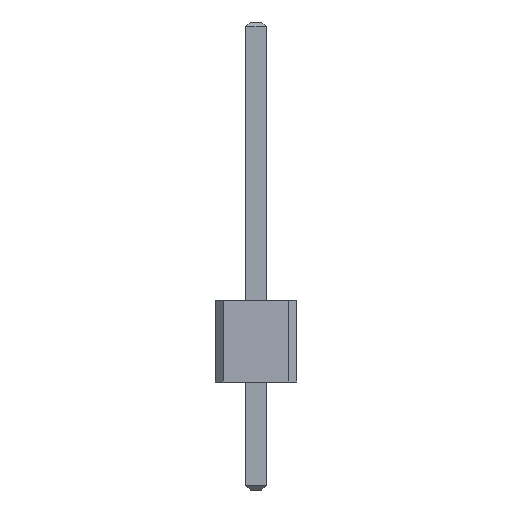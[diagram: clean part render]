
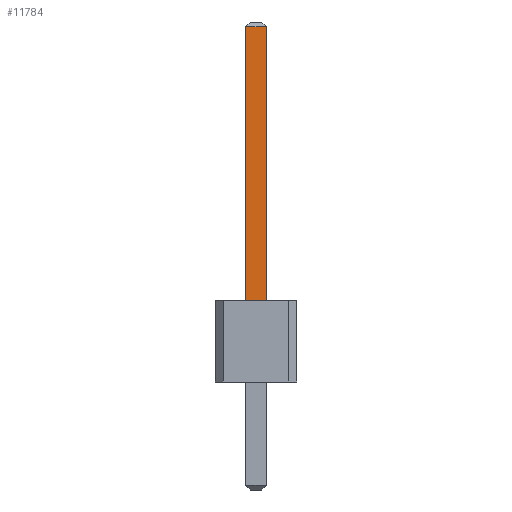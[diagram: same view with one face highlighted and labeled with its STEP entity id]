
A CAD part, front view. The second image highlights one B-rep face of the part: STEP entity #11784.
In plain terms, the highlighted face is planar.
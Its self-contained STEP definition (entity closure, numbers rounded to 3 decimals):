
#111 = PLANE('',#112);
#112 = AXIS2_PLACEMENT_3D('',#113,#114,#115);
#113 = CARTESIAN_POINT('',(12.7,0.,2.5));
#114 = DIRECTION('',(0.,0.,1.));
#115 = DIRECTION('',(1.,0.,0.));
#5630 = EDGE_CURVE('',#5631,#5633,#5635,.T.);
#5631 = VERTEX_POINT('',#5632);
#5632 = CARTESIAN_POINT('',(25.72,0.32,2.5));
#5633 = VERTEX_POINT('',#5634);
#5634 = CARTESIAN_POINT('',(25.72,-0.32,2.5));
#5635 = SURFACE_CURVE('',#5636,(#5640,#5646),.PCURVE_S1.);
#5636 = LINE('',#5637,#5638);
#5637 = CARTESIAN_POINT('',(25.72,-0.16,2.5));
#5638 = VECTOR('',#5639,1.);
#5639 = DIRECTION('',(-0.,-1.,0.));
#5640 = PCURVE('',#111,#5641);
#5641 = DEFINITIONAL_REPRESENTATION('',(#5642),#5645);
#5642 = B_SPLINE_CURVE_WITH_KNOTS('',1,(#5643,#5644),.UNSPECIFIED.,.F.,
  .F.,(2,2),(-0.544,0.224),.PIECEWISE_BEZIER_KNOTS.);
#5643 = CARTESIAN_POINT('',(13.02,0.384));
#5644 = CARTESIAN_POINT('',(13.02,-0.384));
#5645 = ( GEOMETRIC_REPRESENTATION_CONTEXT(2) 
PARAMETRIC_REPRESENTATION_CONTEXT() REPRESENTATION_CONTEXT('2D SPACE',''
  ) );
#5646 = PCURVE('',#5647,#5652);
#5647 = PLANE('',#5648);
#5648 = AXIS2_PLACEMENT_3D('',#5649,#5650,#5651);
#5649 = CARTESIAN_POINT('',(25.72,-0.32,-3.3));
#5650 = DIRECTION('',(-1.,0.,0.));
#5651 = DIRECTION('',(0.,1.,0.));
#5652 = DEFINITIONAL_REPRESENTATION('',(#5653),#5656);
#5653 = B_SPLINE_CURVE_WITH_KNOTS('',1,(#5654,#5655),.UNSPECIFIED.,.F.,
  .F.,(2,2),(-0.544,0.224),.PIECEWISE_BEZIER_KNOTS.);
#5654 = CARTESIAN_POINT('',(0.704,-5.8));
#5655 = CARTESIAN_POINT('',(-0.064,-5.8));
#5656 = ( GEOMETRIC_REPRESENTATION_CONTEXT(2) 
PARAMETRIC_REPRESENTATION_CONTEXT() REPRESENTATION_CONTEXT('2D SPACE',''
  ) );
#5673 = PLANE('',#5674);
#5674 = AXIS2_PLACEMENT_3D('',#5675,#5676,#5677);
#5675 = CARTESIAN_POINT('',(25.08,-0.32,-3.3));
#5676 = DIRECTION('',(0.,1.,0.));
#5677 = DIRECTION('',(1.,0.,0.));
#5723 = PLANE('',#5724);
#5724 = AXIS2_PLACEMENT_3D('',#5725,#5726,#5727);
#5725 = CARTESIAN_POINT('',(25.72,0.32,-3.3));
#5726 = DIRECTION('',(0.,-1.,0.));
#5727 = DIRECTION('',(-1.,0.,0.));
#11784 = ADVANCED_FACE('',(#11785),#5647,.F.);
#11785 = FACE_BOUND('',#11786,.F.);
#11786 = EDGE_LOOP('',(#11787,#11788,#11811,#11839));
#11787 = ORIENTED_EDGE('',*,*,#5630,.T.);
#11788 = ORIENTED_EDGE('',*,*,#11789,.T.);
#11789 = EDGE_CURVE('',#5633,#11790,#11792,.T.);
#11790 = VERTEX_POINT('',#11791);
#11791 = CARTESIAN_POINT('',(25.72,-0.32,10.85));
#11792 = SURFACE_CURVE('',#11793,(#11797,#11804),.PCURVE_S1.);
#11793 = LINE('',#11794,#11795);
#11794 = CARTESIAN_POINT('',(25.72,-0.32,-3.3));
#11795 = VECTOR('',#11796,1.);
#11796 = DIRECTION('',(0.,0.,1.));
#11797 = PCURVE('',#5647,#11798);
#11798 = DEFINITIONAL_REPRESENTATION('',(#11799),#11803);
#11799 = LINE('',#11800,#11801);
#11800 = CARTESIAN_POINT('',(0.,0.));
#11801 = VECTOR('',#11802,1.);
#11802 = DIRECTION('',(0.,-1.));
#11803 = ( GEOMETRIC_REPRESENTATION_CONTEXT(2) 
PARAMETRIC_REPRESENTATION_CONTEXT() REPRESENTATION_CONTEXT('2D SPACE',''
  ) );
#11804 = PCURVE('',#5673,#11805);
#11805 = DEFINITIONAL_REPRESENTATION('',(#11806),#11810);
#11806 = LINE('',#11807,#11808);
#11807 = CARTESIAN_POINT('',(0.64,0.));
#11808 = VECTOR('',#11809,1.);
#11809 = DIRECTION('',(0.,-1.));
#11810 = ( GEOMETRIC_REPRESENTATION_CONTEXT(2) 
PARAMETRIC_REPRESENTATION_CONTEXT() REPRESENTATION_CONTEXT('2D SPACE',''
  ) );
#11811 = ORIENTED_EDGE('',*,*,#11812,.T.);
#11812 = EDGE_CURVE('',#11790,#11813,#11815,.T.);
#11813 = VERTEX_POINT('',#11814);
#11814 = CARTESIAN_POINT('',(25.72,0.32,10.85));
#11815 = SURFACE_CURVE('',#11816,(#11820,#11827),.PCURVE_S1.);
#11816 = LINE('',#11817,#11818);
#11817 = CARTESIAN_POINT('',(25.72,-0.32,10.85));
#11818 = VECTOR('',#11819,1.);
#11819 = DIRECTION('',(0.,1.,0.));
#11820 = PCURVE('',#5647,#11821);
#11821 = DEFINITIONAL_REPRESENTATION('',(#11822),#11826);
#11822 = LINE('',#11823,#11824);
#11823 = CARTESIAN_POINT('',(0.,-14.15));
#11824 = VECTOR('',#11825,1.);
#11825 = DIRECTION('',(1.,0.));
#11826 = ( GEOMETRIC_REPRESENTATION_CONTEXT(2) 
PARAMETRIC_REPRESENTATION_CONTEXT() REPRESENTATION_CONTEXT('2D SPACE',''
  ) );
#11827 = PCURVE('',#11828,#11833);
#11828 = PLANE('',#11829);
#11829 = AXIS2_PLACEMENT_3D('',#11830,#11831,#11832);
#11830 = CARTESIAN_POINT('',(25.645,-0.32,10.925));
#11831 = DIRECTION('',(-0.707,0.,
    -0.707));
#11832 = DIRECTION('',(0.,1.,0.));
#11833 = DEFINITIONAL_REPRESENTATION('',(#11834),#11838);
#11834 = LINE('',#11835,#11836);
#11835 = CARTESIAN_POINT('',(0.,0.106));
#11836 = VECTOR('',#11837,1.);
#11837 = DIRECTION('',(1.,0.));
#11838 = ( GEOMETRIC_REPRESENTATION_CONTEXT(2) 
PARAMETRIC_REPRESENTATION_CONTEXT() REPRESENTATION_CONTEXT('2D SPACE',''
  ) );
#11839 = ORIENTED_EDGE('',*,*,#11840,.F.);
#11840 = EDGE_CURVE('',#5631,#11813,#11841,.T.);
#11841 = SURFACE_CURVE('',#11842,(#11846,#11853),.PCURVE_S1.);
#11842 = LINE('',#11843,#11844);
#11843 = CARTESIAN_POINT('',(25.72,0.32,-3.3));
#11844 = VECTOR('',#11845,1.);
#11845 = DIRECTION('',(0.,0.,1.));
#11846 = PCURVE('',#5647,#11847);
#11847 = DEFINITIONAL_REPRESENTATION('',(#11848),#11852);
#11848 = LINE('',#11849,#11850);
#11849 = CARTESIAN_POINT('',(0.64,0.));
#11850 = VECTOR('',#11851,1.);
#11851 = DIRECTION('',(0.,-1.));
#11852 = ( GEOMETRIC_REPRESENTATION_CONTEXT(2) 
PARAMETRIC_REPRESENTATION_CONTEXT() REPRESENTATION_CONTEXT('2D SPACE',''
  ) );
#11853 = PCURVE('',#5723,#11854);
#11854 = DEFINITIONAL_REPRESENTATION('',(#11855),#11859);
#11855 = LINE('',#11856,#11857);
#11856 = CARTESIAN_POINT('',(0.,-0.));
#11857 = VECTOR('',#11858,1.);
#11858 = DIRECTION('',(0.,-1.));
#11859 = ( GEOMETRIC_REPRESENTATION_CONTEXT(2) 
PARAMETRIC_REPRESENTATION_CONTEXT() REPRESENTATION_CONTEXT('2D SPACE',''
  ) );
